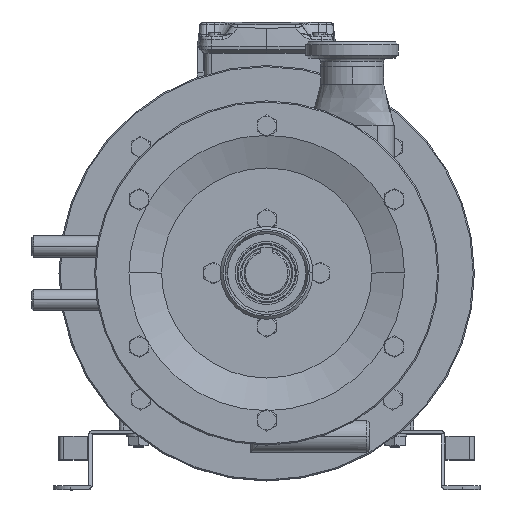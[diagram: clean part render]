
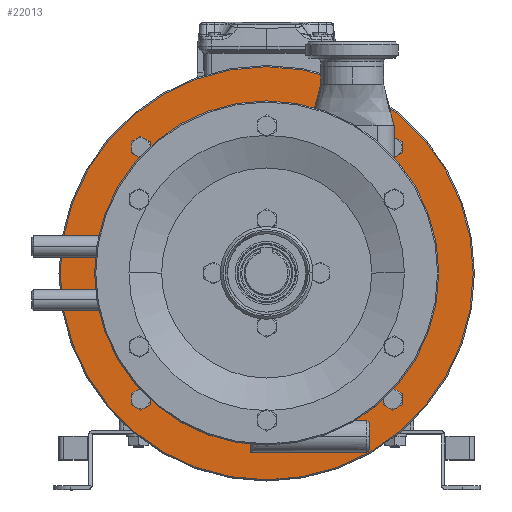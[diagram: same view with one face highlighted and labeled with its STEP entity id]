
A CAD part, top view. The second image highlights one B-rep face of the part: STEP entity #22013.
In plain terms, the highlighted face is planar.
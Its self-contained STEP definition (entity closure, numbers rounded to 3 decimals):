
#299 = VERTEX_POINT ( 'NONE', #35716 ) ;
#3008 = AXIS2_PLACEMENT_3D ( 'NONE', #59733, #15935, #67170 ) ;
#7356 = CARTESIAN_POINT ( 'NONE',  ( 0., 0., -10. ) ) ;
#7657 = DIRECTION ( 'NONE',  ( 1., 0., 0. ) ) ;
#10510 = CARTESIAN_POINT ( 'NONE',  ( -106.066, -106.066, -10. ) ) ;
#11539 = FACE_BOUND ( 'NONE', #75205, .T. ) ;
#13833 = FACE_OUTER_BOUND ( 'NONE', #20675, .T. ) ;
#14098 = VERTEX_POINT ( 'NONE', #60499 ) ;
#14238 = CIRCLE ( 'NONE', #68240, 7.5 ) ;
#14494 = AXIS2_PLACEMENT_3D ( 'NONE', #86378, #42483, #93743 ) ;
#14545 = EDGE_CURVE ( 'NONE', #14098, #57263, #31868, .T. ) ;
#14672 = DIRECTION ( 'NONE',  ( 1., 0., 0. ) ) ;
#14965 = VERTEX_POINT ( 'NONE', #68372 ) ;
#15003 = CARTESIAN_POINT ( 'NONE',  ( 98.566, 106.066, -10. ) ) ;
#15157 = CIRCLE ( 'NONE', #56604, 113. ) ;
#15180 = CARTESIAN_POINT ( 'NONE',  ( 98.566, -106.066, -10. ) ) ;
#15935 = DIRECTION ( 'NONE',  ( 0., 0., 1. ) ) ;
#16127 = CARTESIAN_POINT ( 'NONE',  ( -106.066, 106.066, -10. ) ) ;
#17177 = AXIS2_PLACEMENT_3D ( 'NONE', #7356, #58457, #14672 ) ;
#17348 = CARTESIAN_POINT ( 'NONE',  ( 106.066, -106.066, -10. ) ) ;
#17866 = CARTESIAN_POINT ( 'NONE',  ( 106.066, 106.066, -10. ) ) ;
#17868 = DIRECTION ( 'NONE',  ( -1., 0., 0. ) ) ;
#18155 = CARTESIAN_POINT ( 'NONE',  ( -113.566, -106.066, -10. ) ) ;
#20675 = EDGE_LOOP ( 'NONE', ( #51558, #35526 ) ) ;
#21675 = EDGE_CURVE ( 'NONE', #80326, #25920, #92911, .T. ) ;
#22013 = ADVANCED_FACE ( 'NONE', ( #13833, #11539, #72258, #50421, #87159, #67660 ), #29403, .F. ) ;
#22119 = CARTESIAN_POINT ( 'NONE',  ( -98.566, 106.066, -10. ) ) ;
#22300 = DIRECTION ( 'NONE',  ( 0., 0., 1. ) ) ;
#23153 = CIRCLE ( 'NONE', #76324, 174. ) ;
#23521 = DIRECTION ( 'NONE',  ( 1., 0., 0. ) ) ;
#23708 = DIRECTION ( 'NONE',  ( 0., 0., 1. ) ) ;
#24728 = DIRECTION ( 'NONE',  ( 1., 0., 0. ) ) ;
#25239 = DIRECTION ( 'NONE',  ( -1., 0., 0. ) ) ;
#25625 = AXIS2_PLACEMENT_3D ( 'NONE', #10510, #61655, #17868 ) ;
#25920 = VERTEX_POINT ( 'NONE', #15003 ) ;
#26840 = DIRECTION ( 'NONE',  ( 0., 0., 1. ) ) ;
#26861 = EDGE_LOOP ( 'NONE', ( #62634, #54355 ) ) ;
#27766 = EDGE_CURVE ( 'NONE', #57263, #14098, #44813, .T. ) ;
#29403 = PLANE ( 'NONE',  #90763 ) ;
#30211 = AXIS2_PLACEMENT_3D ( 'NONE', #16127, #67353, #23521 ) ;
#31868 = CIRCLE ( 'NONE', #65129, 7.5 ) ;
#32220 = CIRCLE ( 'NONE', #3008, 7.5 ) ;
#32282 = ORIENTED_EDGE ( 'NONE', *, *, #93463, .T. ) ;
#34770 = CIRCLE ( 'NONE', #72086, 113. ) ;
#35356 = VERTEX_POINT ( 'NONE', #79994 ) ;
#35526 = ORIENTED_EDGE ( 'NONE', *, *, #93550, .T. ) ;
#35716 = CARTESIAN_POINT ( 'NONE',  ( -113.566, 106.066, -10. ) ) ;
#36720 = CARTESIAN_POINT ( 'NONE',  ( 0., 0., -10. ) ) ;
#38363 = ORIENTED_EDGE ( 'NONE', *, *, #21675, .T. ) ;
#38759 = CIRCLE ( 'NONE', #30211, 7.5 ) ;
#40579 = EDGE_CURVE ( 'NONE', #35356, #89105, #14238, .T. ) ;
#42428 = DIRECTION ( 'NONE',  ( 0., 0., 1. ) ) ;
#42443 = CARTESIAN_POINT ( 'NONE',  ( 0., 0., -10. ) ) ;
#42483 = DIRECTION ( 'NONE',  ( 0., 0., 1. ) ) ;
#44813 = CIRCLE ( 'NONE', #25625, 7.5 ) ;
#45838 = EDGE_CURVE ( 'NONE', #25920, #80326, #75635, .T. ) ;
#46559 = AXIS2_PLACEMENT_3D ( 'NONE', #86328, #42428, #93693 ) ;
#48404 = CARTESIAN_POINT ( 'NONE',  ( 174., 0., -10. ) ) ;
#48492 = EDGE_CURVE ( 'NONE', #93771, #79984, #93210, .T. ) ;
#49768 = DIRECTION ( 'NONE',  ( 1., 0., 0. ) ) ;
#50421 = FACE_BOUND ( 'NONE', #91283, .T. ) ;
#50858 = VERTEX_POINT ( 'NONE', #61666 ) ;
#51373 = DIRECTION ( 'NONE',  ( 0., 0., 1. ) ) ;
#51558 = ORIENTED_EDGE ( 'NONE', *, *, #48492, .T. ) ;
#51753 = CIRCLE ( 'NONE', #46559, 7.5 ) ;
#54355 = ORIENTED_EDGE ( 'NONE', *, *, #59745, .T. ) ;
#56052 = ORIENTED_EDGE ( 'NONE', *, *, #80116, .T. ) ;
#56604 = AXIS2_PLACEMENT_3D ( 'NONE', #70650, #26840, #78033 ) ;
#57263 = VERTEX_POINT ( 'NONE', #18155 ) ;
#57489 = EDGE_CURVE ( 'NONE', #89882, #299, #51753, .T. ) ;
#58457 = DIRECTION ( 'NONE',  ( 0., 0., -1. ) ) ;
#59733 = CARTESIAN_POINT ( 'NONE',  ( 106.066, -106.066, -10. ) ) ;
#59745 = EDGE_CURVE ( 'NONE', #299, #89882, #38759, .T. ) ;
#60499 = CARTESIAN_POINT ( 'NONE',  ( -98.566, -106.066, -10. ) ) ;
#61655 = DIRECTION ( 'NONE',  ( 0., 0., 1. ) ) ;
#61666 = CARTESIAN_POINT ( 'NONE',  ( 113., 0., -10. ) ) ;
#62634 = ORIENTED_EDGE ( 'NONE', *, *, #57489, .T. ) ;
#62649 = EDGE_LOOP ( 'NONE', ( #32282, #90109 ) ) ;
#65129 = AXIS2_PLACEMENT_3D ( 'NONE', #67535, #23708, #74896 ) ;
#66141 = CARTESIAN_POINT ( 'NONE',  ( 0., 0., -10. ) ) ;
#67170 = DIRECTION ( 'NONE',  ( 1., 0., 0. ) ) ;
#67353 = DIRECTION ( 'NONE',  ( 0., 0., 1. ) ) ;
#67497 = ORIENTED_EDGE ( 'NONE', *, *, #40579, .T. ) ;
#67535 = CARTESIAN_POINT ( 'NONE',  ( -106.066, -106.066, -10. ) ) ;
#67660 = FACE_BOUND ( 'NONE', #62649, .T. ) ;
#68065 = AXIS2_PLACEMENT_3D ( 'NONE', #17866, #69080, #25239 ) ;
#68240 = AXIS2_PLACEMENT_3D ( 'NONE', #17348, #68534, #24728 ) ;
#68372 = CARTESIAN_POINT ( 'NONE',  ( -113., 0., -10. ) ) ;
#68534 = DIRECTION ( 'NONE',  ( 0., 0., 1. ) ) ;
#69041 = CARTESIAN_POINT ( 'NONE',  ( 113.566, 106.066, -10. ) ) ;
#69080 = DIRECTION ( 'NONE',  ( 0., 0., 1. ) ) ;
#70650 = CARTESIAN_POINT ( 'NONE',  ( 0., 0., -10. ) ) ;
#72086 = AXIS2_PLACEMENT_3D ( 'NONE', #66141, #22300, #73489 ) ;
#72258 = FACE_BOUND ( 'NONE', #90465, .T. ) ;
#73489 = DIRECTION ( 'NONE',  ( 1., 0., 0. ) ) ;
#74807 = ORIENTED_EDGE ( 'NONE', *, *, #27766, .T. ) ;
#74896 = DIRECTION ( 'NONE',  ( -1., 0., 0. ) ) ;
#75205 = EDGE_LOOP ( 'NONE', ( #75521, #74807 ) ) ;
#75521 = ORIENTED_EDGE ( 'NONE', *, *, #14545, .T. ) ;
#75635 = CIRCLE ( 'NONE', #14494, 7.5 ) ;
#76324 = AXIS2_PLACEMENT_3D ( 'NONE', #42443, #93705, #49768 ) ;
#78033 = DIRECTION ( 'NONE',  ( 1., 0., 0. ) ) ;
#79984 = VERTEX_POINT ( 'NONE', #80332 ) ;
#79994 = CARTESIAN_POINT ( 'NONE',  ( 113.566, -106.066, -10. ) ) ;
#80116 = EDGE_CURVE ( 'NONE', #89105, #35356, #32220, .T. ) ;
#80326 = VERTEX_POINT ( 'NONE', #69041 ) ;
#80332 = CARTESIAN_POINT ( 'NONE',  ( -174., 0., -10. ) ) ;
#85954 = EDGE_CURVE ( 'NONE', #14965, #50858, #34770, .T. ) ;
#86328 = CARTESIAN_POINT ( 'NONE',  ( -106.066, 106.066, -10. ) ) ;
#86378 = CARTESIAN_POINT ( 'NONE',  ( 106.066, 106.066, -10. ) ) ;
#87159 = FACE_BOUND ( 'NONE', #26861, .T. ) ;
#87908 = ORIENTED_EDGE ( 'NONE', *, *, #45838, .T. ) ;
#89105 = VERTEX_POINT ( 'NONE', #15180 ) ;
#89882 = VERTEX_POINT ( 'NONE', #22119 ) ;
#90109 = ORIENTED_EDGE ( 'NONE', *, *, #85954, .T. ) ;
#90465 = EDGE_LOOP ( 'NONE', ( #67497, #56052 ) ) ;
#90763 = AXIS2_PLACEMENT_3D ( 'NONE', #36720, #51373, #7657 ) ;
#91283 = EDGE_LOOP ( 'NONE', ( #38363, #87908 ) ) ;
#92911 = CIRCLE ( 'NONE', #68065, 7.5 ) ;
#93210 = CIRCLE ( 'NONE', #17177, 174. ) ;
#93463 = EDGE_CURVE ( 'NONE', #50858, #14965, #15157, .T. ) ;
#93550 = EDGE_CURVE ( 'NONE', #79984, #93771, #23153, .T. ) ;
#93693 = DIRECTION ( 'NONE',  ( 1., 0., 0. ) ) ;
#93705 = DIRECTION ( 'NONE',  ( 0., 0., -1. ) ) ;
#93743 = DIRECTION ( 'NONE',  ( -1., 0., 0. ) ) ;
#93771 = VERTEX_POINT ( 'NONE', #48404 ) ;
